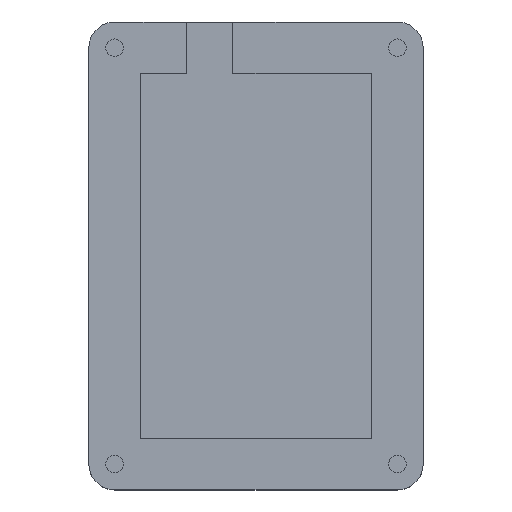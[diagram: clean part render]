
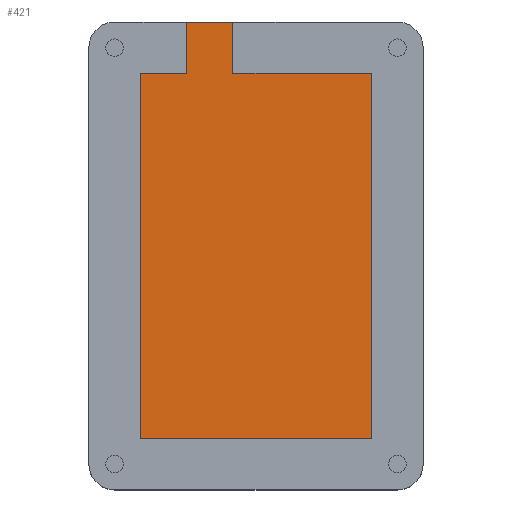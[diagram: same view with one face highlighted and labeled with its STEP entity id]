
A CAD part, top view. The second image highlights one B-rep face of the part: STEP entity #421.
In plain terms, the highlighted planar face has unit normal (0, 0, 1).
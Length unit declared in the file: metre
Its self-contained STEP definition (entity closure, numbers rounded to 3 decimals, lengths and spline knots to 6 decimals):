
#104=ORIENTED_EDGE('',*,*,#167,.F.);
#105=ORIENTED_EDGE('',*,*,#171,.T.);
#106=ORIENTED_EDGE('',*,*,#174,.T.);
#107=ORIENTED_EDGE('',*,*,#177,.F.);
#108=ORIENTED_EDGE('',*,*,#149,.F.);
#109=ORIENTED_EDGE('',*,*,#198,.F.);
#110=ORIENTED_EDGE('',*,*,#156,.F.);
#111=ORIENTED_EDGE('',*,*,#199,.T.);
#149=EDGE_CURVE('',#204,#206,#245,.T.);
#156=EDGE_CURVE('',#212,#213,#252,.T.);
#167=EDGE_CURVE('',#222,#223,#259,.T.);
#171=EDGE_CURVE('',#222,#226,#263,.T.);
#174=EDGE_CURVE('',#226,#228,#266,.T.);
#177=EDGE_CURVE('',#206,#228,#269,.T.);
#198=EDGE_CURVE('',#213,#204,#282,.T.);
#199=EDGE_CURVE('',#212,#223,#283,.T.);
#204=VERTEX_POINT('',#620);
#206=VERTEX_POINT('',#623);
#212=VERTEX_POINT('',#636);
#213=VERTEX_POINT('',#638);
#222=VERTEX_POINT('',#660);
#223=VERTEX_POINT('',#661);
#226=VERTEX_POINT('',#669);
#228=VERTEX_POINT('',#675);
#245=LINE('',#622,#285);
#252=LINE('',#637,#292);
#259=LINE('',#659,#299);
#263=LINE('',#668,#303);
#266=LINE('',#674,#306);
#269=LINE('',#680,#309);
#282=LINE('',#716,#322);
#283=LINE('',#717,#323);
#285=VECTOR('',#496,1.);
#292=VECTOR('',#505,1.);
#299=VECTOR('',#524,1.);
#303=VECTOR('',#530,1.);
#306=VECTOR('',#535,1.);
#309=VECTOR('',#540,1.);
#322=VECTOR('',#579,1.);
#323=VECTOR('',#580,1.);
#339=EDGE_LOOP('',(#104,#105,#106,#107,#108,#109,#110,#111));
#373=FACE_BOUND('',#339,.T.);
#403=PLANE('',#472);
#421=ADVANCED_FACE('',(#373),#403,.T.);
#472=AXIS2_PLACEMENT_3D('',#715,#577,#578);
#496=DIRECTION('',(1.,0.,0.));
#505=DIRECTION('',(1.,0.,0.));
#524=DIRECTION('',(1.,0.,0.));
#530=DIRECTION('',(0.,-1.,0.));
#535=DIRECTION('',(1.,0.,0.));
#540=DIRECTION('',(0.,-1.,0.));
#577=DIRECTION('',(0.,0.,1.));
#578=DIRECTION('',(1.,0.,0.));
#579=DIRECTION('',(0.,-1.,0.));
#580=DIRECTION('',(0.,-1.,0.));
#620=CARTESIAN_POINT('',(-0.026185,0.043052,0.003));
#622=CARTESIAN_POINT('',(-0.021685,0.043052,0.003));
#623=CARTESIAN_POINT('',(0.000815,0.043052,0.003));
#636=CARTESIAN_POINT('',(-0.035185,0.053052,0.003));
#637=CARTESIAN_POINT('',(-0.021685,0.053052,0.003));
#638=CARTESIAN_POINT('',(-0.026185,0.053052,0.003));
#659=CARTESIAN_POINT('',(-0.021685,0.043052,0.003));
#660=CARTESIAN_POINT('',(-0.044185,0.043052,0.003));
#661=CARTESIAN_POINT('',(-0.035185,0.043052,0.003));
#668=CARTESIAN_POINT('',(-0.044185,0.007552,0.003));
#669=CARTESIAN_POINT('',(-0.044185,-0.027948,0.003));
#674=CARTESIAN_POINT('',(-0.021685,-0.027948,0.003));
#675=CARTESIAN_POINT('',(0.000815,-0.027948,0.003));
#680=CARTESIAN_POINT('',(0.000815,0.007552,0.003));
#715=CARTESIAN_POINT('',(-0.021685,0.007552,0.003));
#716=CARTESIAN_POINT('',(-0.026185,0.048052,0.003));
#717=CARTESIAN_POINT('',(-0.035185,0.048052,0.003));
